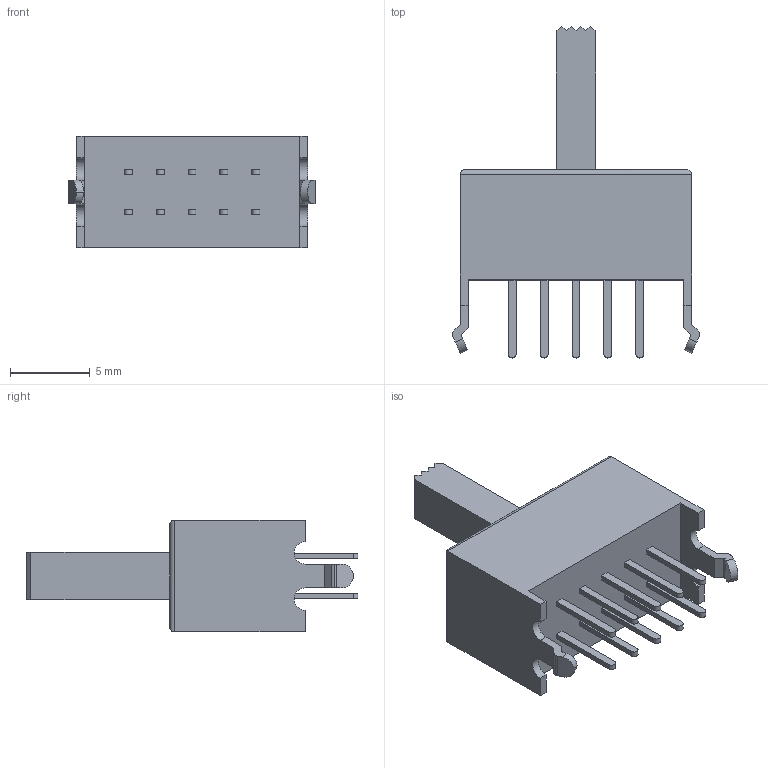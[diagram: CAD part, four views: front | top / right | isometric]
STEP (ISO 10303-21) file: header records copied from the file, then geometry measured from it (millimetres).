
FILE_DESCRIPTION (( 'STEP AP214' ), '1' );
FILE_NAME ('8304CFD5-BF4B-47C7-BB90-582C1EBCA3FC.STEP', '2009-03-20T01:16:01', ( 'sysAdmin' ), ( 'SolidWorks' ), 'SwSTEP 2.0', 'SolidWorks 2009', '' );
FILE_SCHEMA (( 'AUTOMOTIVE_DESIGN' ));
Length unit declared in the file: millimetre
Products named in the file (1): 8304CFD5-BF4B-47C7-BB90-582C1EBCA3FC
Bounding box: 15.5 x 20.8 x 7 mm (x, y, z)
Volume: 774.8 mm3; surface area: 774 mm2
Topology: 1 solids, 1 shells, 114 faces, 296 edges, 196 vertices
Faces by surface type: plane 83, cylinder 27, bspline 4
Entity records: 4212 total; most frequent: CARTESIAN_POINT 647, ORIENTED_EDGE 592, DIRECTION 568, EDGE_CURVE 296, VECTOR 238, LINE 238, VERTEX_POINT 196, AXIS2_PLACEMENT_3D 165
